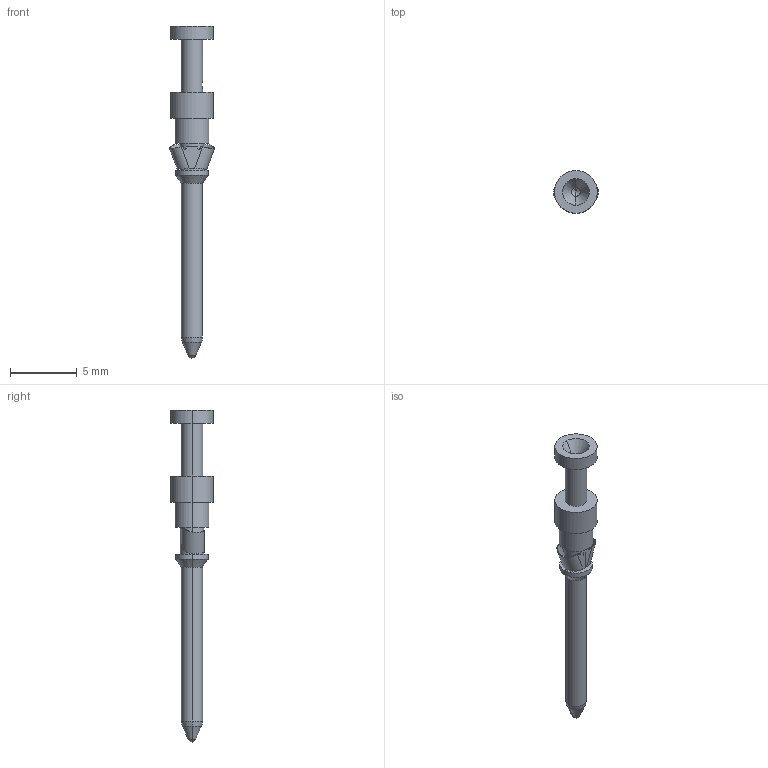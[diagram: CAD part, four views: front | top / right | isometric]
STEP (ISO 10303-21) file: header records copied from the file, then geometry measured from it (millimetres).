
FILE_DESCRIPTION((''),'2;1');
FILE_NAME('MC10A-0','2018-03-14T',('tc.chen'),(''),'PRO/ENGINEER BY PARAMETRIC TECHNOLOGY CORPORATION, 2012480','PRO/ENGINEER BY PARAMETRIC TECHNOLOGY CORPORATION, 2012480','');
FILE_SCHEMA(('AUTOMOTIVE_DESIGN { 1 0 10303 214 1 1 1 1 }'));
Length unit declared in the file: millimetre
Products named in the file (1): MC10A-0
Bounding box: 3.37 x 3.2 x 24.9 mm (x, y, z)
Volume: 71.3 mm3; surface area: 207 mm2
Topology: 1 solids, 1 shells, 93 faces, 239 edges, 150 vertices
Faces by surface type: cylinder 30, bspline 30, plane 25, cone 8
Entity records: 5007 total; most frequent: CARTESIAN_POINT 1888, ORIENTED_EDGE 470, DIRECTION 363, PRESENTATION_STYLE_ASSIGNMENT 272, STYLED_ITEM 261, CURVE_STYLE 235, EDGE_CURVE 235, VERTEX_POINT 150
